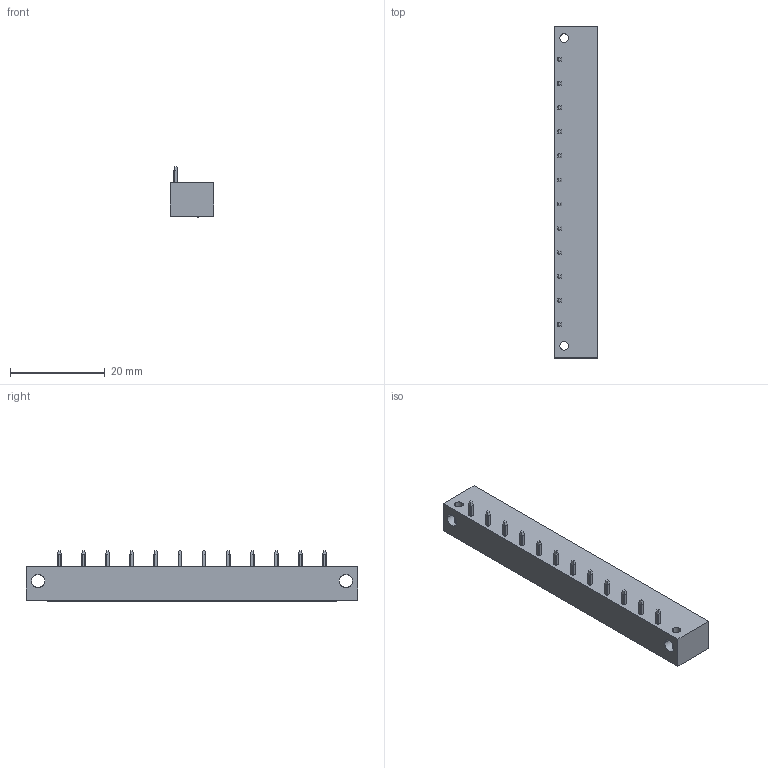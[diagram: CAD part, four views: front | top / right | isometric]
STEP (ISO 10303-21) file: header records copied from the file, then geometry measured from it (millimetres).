
FILE_DESCRIPTION((''),'2;1');
FILE_NAME('TLPHW-313R-XXP','2024-10-30T13:13:31',('sheji'),(''),'CREO PARAMETRIC BY PTC INC, 2018100','CREO PARAMETRIC BY PTC INC, 2018100','');
FILE_SCHEMA(('CONFIG_CONTROL_DESIGN'));
Length unit declared in the file: millimetre
Products named in the file (1): TLPHW-313R-XXP
Bounding box: 9.2 x 69.98 x 10.65 mm (x, y, z)
Volume: 3103.6 mm3; surface area: 4716.6 mm2
Topology: 1 solids, 1 shells, 708 faces, 1843 edges, 1186 vertices
Faces by surface type: plane 547, cylinder 121, cone 40
Entity records: 21606 total; most frequent: CARTESIAN_POINT 4484, ORIENTED_EDGE 3686, DIRECTION 3237, EDGE_CURVE 1843, VECTOR 1417, LINE 1417, VERTEX_POINT 1186, AXIS2_PLACEMENT_3D 910
